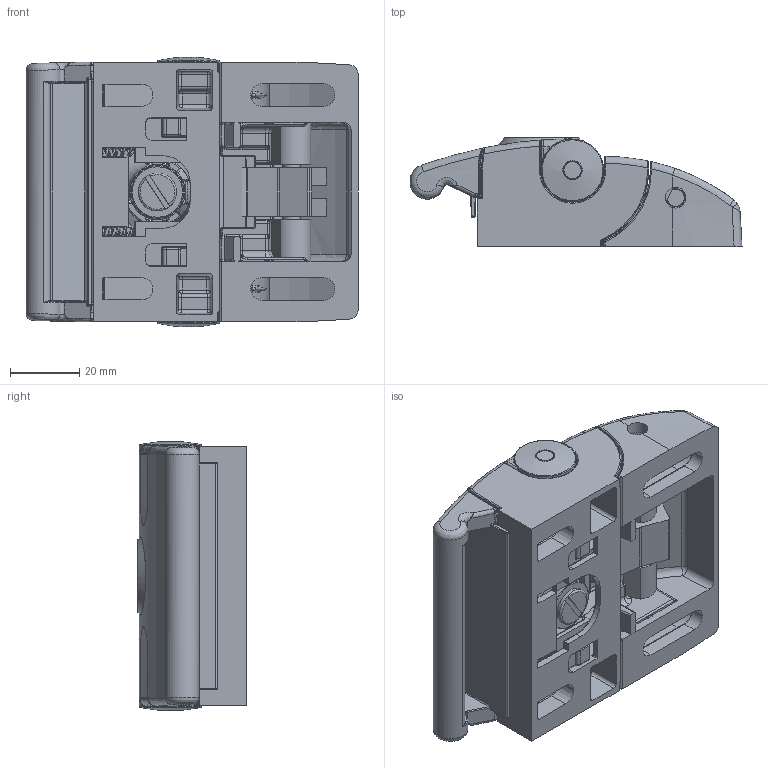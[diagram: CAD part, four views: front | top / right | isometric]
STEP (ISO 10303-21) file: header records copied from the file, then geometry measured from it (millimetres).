
FILE_DESCRIPTION(/* description */ (''),/* implementation_level */ '2;1');
FILE_NAME(/* name */ 'ZI-1643_Schiebetür_Verschluß_ohne-8.stp',/* time_stamp */ '2020-07-20T16:16:31+02:00',/* author */ ('jmaun'),/* organization */ (''),/* preprocessor_version */ 'ST-DEVELOPER v17',/* originating_system */ 'Autodesk Inventor 2019',/* authorisation */ '');
FILE_SCHEMA (('AUTOMOTIVE_DESIGN { 1 0 10303 214 3 1 1 }'));
Products named in the file (14): ZI-1643_Schiebetür_Verschluß_ohne-8; 0957408R01_0957408R01 arme verl„ngert; 0957408R03_standard gespiegelt muss sein ; 0957408R04_0957408R04; 0957408R05_Standard; 0957408R16_Standard; 0957401r14_0957401R14; 0957408R07_0957408R07; 0957408R08_0957408R08; 0957408r09_0957408r09; 0957401r16_Standard; 0957415R01_0957415R01; 0957415R02_hook; 0957415R03
Assembly tree (17 placements, depth 2):
  ZI-1643_Schiebetür_Verschluß_ohne-8
    0957408R01_0957408R01 arme verl„ngert
    0957408R03_standard gespiegelt muss sein 
    0957408R04_0957408R04
    0957408R05_Standard
    0957408R16_Standard  x2
    0957401r14_0957401R14
    0957408R07_0957408R07  x2
    0957408R08_0957408R08  x2
    0957408r09_0957408r09  x2
    0957401r16_Standard
    0957415R01_0957415R01
    0957415R02_hook
    0957415R03
Bounding box: 96 x 31.57 x 77.81 mm (x, y, z)
Volume: 82453.1 mm3; surface area: 65888.9 mm2
Topology: 17 solids, 17 shells, 3344 faces, 8651 edges, 5076 vertices
Faces by surface type: plane 1171, cylinder 1083, bspline 645, torus 252, sphere 175, cone 18
Full cylindrical faces by diameter (mm): 1.7 x2, 4.5 x1, 5 x14, 5.474 x1, 5.5 x1, 6 x2, 11 x1, 11.9 x2, 13 x1, 15 x1, 16 x1, 17 x1, 18 x2
Entity records: 128404 total; most frequent: CARTESIAN_POINT 58815, ORIENTED_EDGE 14926, DIRECTION 14385, EDGE_CURVE 7463, AXIS2_PLACEMENT_3D 5563, VERTEX_POINT 4480, LINE 3259, VECTOR 3259
